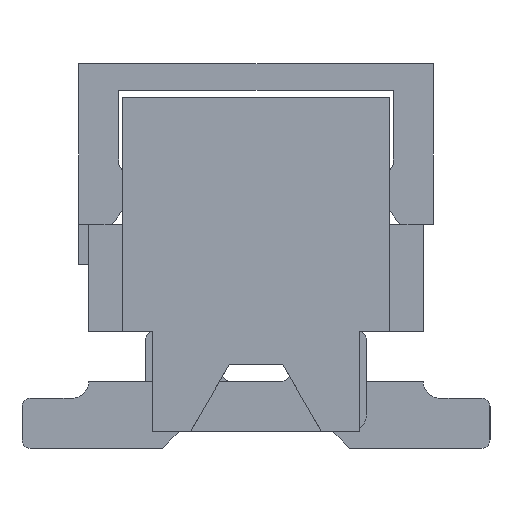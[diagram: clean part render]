
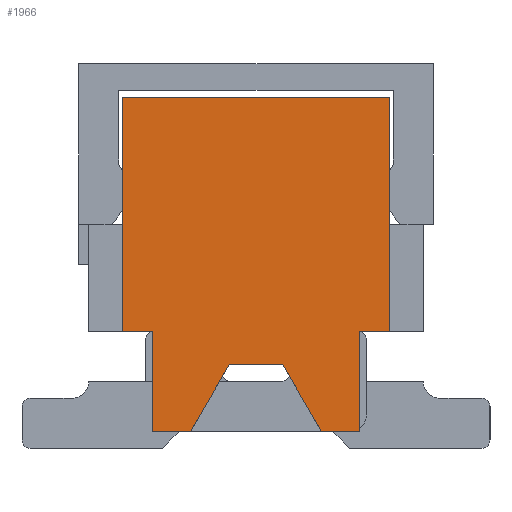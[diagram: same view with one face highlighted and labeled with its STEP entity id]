
A CAD part, left-side view. The second image highlights one B-rep face of the part: STEP entity #1966.
In plain terms, the highlighted planar face has unit normal (-1, 0, 0).
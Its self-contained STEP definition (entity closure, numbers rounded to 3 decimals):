
#1966 = ADVANCED_FACE( '', ( #4329 ), #4330, .F. );
#4329 = FACE_OUTER_BOUND( '', #7223, .T. );
#4330 = PLANE( '', #7224 );
#7223 = EDGE_LOOP( '', ( #12440, #12441, #12442, #12443, #12444, #12445, #12446, #12447, #12448, #12449, #12450, #12451, #12452, #12453 ) );
#7224 = AXIS2_PLACEMENT_3D( '', #12454, #12455, #12456 );
#12440 = ORIENTED_EDGE( '', *, *, #20123, .F. );
#12441 = ORIENTED_EDGE( '', *, *, #20124, .F. );
#12442 = ORIENTED_EDGE( '', *, *, #20125, .F. );
#12443 = ORIENTED_EDGE( '', *, *, #18872, .F. );
#12444 = ORIENTED_EDGE( '', *, *, #20126, .F. );
#12445 = ORIENTED_EDGE( '', *, *, #20127, .F. );
#12446 = ORIENTED_EDGE( '', *, *, #20128, .F. );
#12447 = ORIENTED_EDGE( '', *, *, #20129, .F. );
#12448 = ORIENTED_EDGE( '', *, *, #19600, .F. );
#12449 = ORIENTED_EDGE( '', *, *, #20130, .F. );
#12450 = ORIENTED_EDGE( '', *, *, #19854, .T. );
#12451 = ORIENTED_EDGE( '', *, *, #19962, .F. );
#12452 = ORIENTED_EDGE( '', *, *, #20131, .F. );
#12453 = ORIENTED_EDGE( '', *, *, #19290, .F. );
#12454 = CARTESIAN_POINT( '', ( -12.965, 0., 0. ) );
#12455 = DIRECTION( '', ( 1., 0., 0. ) );
#12456 = DIRECTION( '', ( 0., 0., -1. ) );
#18872 = EDGE_CURVE( '', #23098, #23094, #23100, .T. );
#19290 = EDGE_CURVE( '', #23800, #23801, #23802, .T. );
#19600 = EDGE_CURVE( '', #24309, #24304, #24311, .T. );
#19854 = EDGE_CURVE( '', #24700, #24701, #24702, .T. );
#19962 = EDGE_CURVE( '', #24868, #24701, #24869, .T. );
#20123 = EDGE_CURVE( '', #25104, #23800, #25105, .T. );
#20124 = EDGE_CURVE( '', #25106, #25104, #25107, .T. );
#20125 = EDGE_CURVE( '', #23094, #25106, #25108, .T. );
#20126 = EDGE_CURVE( '', #25109, #23098, #25110, .T. );
#20127 = EDGE_CURVE( '', #25111, #25109, #25112, .T. );
#20128 = EDGE_CURVE( '', #25113, #25111, #25114, .T. );
#20129 = EDGE_CURVE( '', #24304, #25113, #25115, .T. );
#20130 = EDGE_CURVE( '', #24700, #24309, #25116, .T. );
#20131 = EDGE_CURVE( '', #23801, #24868, #25117, .T. );
#23094 = VERTEX_POINT( '', #29092 );
#23098 = VERTEX_POINT( '', #29098 );
#23100 = LINE( '', #29101, #29102 );
#23800 = VERTEX_POINT( '', #30135 );
#23801 = VERTEX_POINT( '', #30136 );
#23802 = LINE( '', #30137, #30138 );
#24304 = VERTEX_POINT( '', #30887 );
#24309 = VERTEX_POINT( '', #30895 );
#24311 = LINE( '', #30898, #30899 );
#24700 = VERTEX_POINT( '', #31483 );
#24701 = VERTEX_POINT( '', #31484 );
#24702 = LINE( '', #31485, #31486 );
#24868 = VERTEX_POINT( '', #31736 );
#24869 = LINE( '', #31737, #31738 );
#25104 = VERTEX_POINT( '', #32101 );
#25105 = LINE( '', #32102, #32103 );
#25106 = VERTEX_POINT( '', #32104 );
#25107 = LINE( '', #32105, #32106 );
#25108 = LINE( '', #32107, #32108 );
#25109 = VERTEX_POINT( '', #32109 );
#25110 = LINE( '', #32110, #32111 );
#25111 = VERTEX_POINT( '', #32112 );
#25112 = LINE( '', #32113, #32114 );
#25113 = VERTEX_POINT( '', #32115 );
#25114 = LINE( '', #32116, #32117 );
#25115 = LINE( '', #32118, #32119 );
#25116 = LINE( '', #32120, #32121 );
#25117 = LINE( '', #32122, #32123 );
#29092 = CARTESIAN_POINT( '', ( -12.965, 1.55, -2.3 ) );
#29098 = CARTESIAN_POINT( '', ( -12.965, 0.98, -2.3 ) );
#29101 = CARTESIAN_POINT( '', ( -12.965, 0.98, -2.3 ) );
#29102 = VECTOR( '', #35819, 1000. );
#30135 = CARTESIAN_POINT( '', ( -12.965, 2., 0.8 ) );
#30136 = CARTESIAN_POINT( '', ( -12.965, 2., 2.7 ) );
#30137 = CARTESIAN_POINT( '', ( -12.965, 2., 0.8 ) );
#30138 = VECTOR( '', #36165, 1000. );
#30887 = CARTESIAN_POINT( '', ( -12.965, -1.55, -2.3 ) );
#30895 = CARTESIAN_POINT( '', ( -12.965, -1.55, -0.8 ) );
#30898 = CARTESIAN_POINT( '', ( -12.965, -1.55, -0.8 ) );
#30899 = VECTOR( '', #36429, 1000. );
#31483 = CARTESIAN_POINT( '', ( -12.965, -2., -0.8 ) );
#31484 = CARTESIAN_POINT( '', ( -12.965, -2., 0.8 ) );
#31485 = CARTESIAN_POINT( '', ( -12.965, -2., -0.8 ) );
#31486 = VECTOR( '', #36625, 1000. );
#31736 = CARTESIAN_POINT( '', ( -12.965, -2., 2.7 ) );
#31737 = CARTESIAN_POINT( '', ( -12.965, -2., 2.7 ) );
#31738 = VECTOR( '', #36710, 1000. );
#32101 = CARTESIAN_POINT( '', ( -12.965, 2., -0.8 ) );
#32102 = CARTESIAN_POINT( '', ( -12.965, 2., -0.8 ) );
#32103 = VECTOR( '', #36839, 1000. );
#32104 = CARTESIAN_POINT( '', ( -12.965, 1.55, -0.8 ) );
#32105 = CARTESIAN_POINT( '', ( -12.965, 2.5, -0.8 ) );
#32106 = VECTOR( '', #36840, 1000. );
#32107 = CARTESIAN_POINT( '', ( -12.965, 1.55, -0.8 ) );
#32108 = VECTOR( '', #36841, 1000. );
#32109 = CARTESIAN_POINT( '', ( -12.965, 0.4, -1.3 ) );
#32110 = CARTESIAN_POINT( '', ( -12.965, 0.4, -1.3 ) );
#32111 = VECTOR( '', #36842, 1000. );
#32112 = CARTESIAN_POINT( '', ( -12.965, -0.4, -1.3 ) );
#32113 = CARTESIAN_POINT( '', ( -12.965, -0.4, -1.3 ) );
#32114 = VECTOR( '', #36843, 1000. );
#32115 = CARTESIAN_POINT( '', ( -12.965, -0.98, -2.3 ) );
#32116 = CARTESIAN_POINT( '', ( -12.965, -0.98, -2.3 ) );
#32117 = VECTOR( '', #36844, 1000. );
#32118 = CARTESIAN_POINT( '', ( -12.965, -1.55, -2.3 ) );
#32119 = VECTOR( '', #36845, 1000. );
#32120 = CARTESIAN_POINT( '', ( -12.965, -2.5, -0.8 ) );
#32121 = VECTOR( '', #36846, 1000. );
#32122 = CARTESIAN_POINT( '', ( -12.965, 2., 2.7 ) );
#32123 = VECTOR( '', #36847, 1000. );
#35819 = DIRECTION( '', ( 0., 1., 0. ) );
#36165 = DIRECTION( '', ( 0., 0., 1. ) );
#36429 = DIRECTION( '', ( 0., 0., -1. ) );
#36625 = DIRECTION( '', ( 0., 0., 1. ) );
#36710 = DIRECTION( '', ( 0., 0., -1. ) );
#36839 = DIRECTION( '', ( 0., 0., 1. ) );
#36840 = DIRECTION( '', ( 0., 1., 0. ) );
#36841 = DIRECTION( '', ( 0., 0., 1. ) );
#36842 = DIRECTION( '', ( 0., 0.502, -0.865 ) );
#36843 = DIRECTION( '', ( 0., 1., 0. ) );
#36844 = DIRECTION( '', ( 0., 0.502, 0.865 ) );
#36845 = DIRECTION( '', ( 0., 1., 0. ) );
#36846 = DIRECTION( '', ( 0., 1., 0. ) );
#36847 = DIRECTION( '', ( 0., -1., 0. ) );
